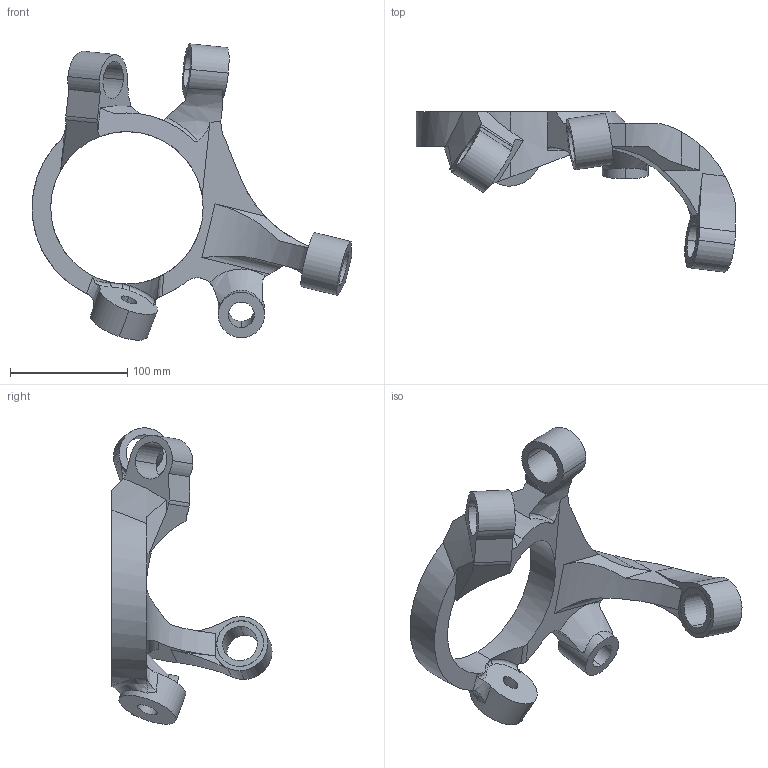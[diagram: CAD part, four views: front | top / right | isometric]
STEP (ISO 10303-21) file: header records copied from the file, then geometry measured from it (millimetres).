
FILE_DESCRIPTION (( 'STEP AP203' ), '1' );
FILE_NAME ('FUSEE PROTO D.STEP', '2023-12-11T16:57:47', ( '' ), ( '' ), 'SwSTEP 2.0', 'SolidWorks 2020', '' );
FILE_SCHEMA (( 'CONFIG_CONTROL_DESIGN' ));
Length unit declared in the file: millimetre
Products named in the file (1): FUSEE PROTO D
Bounding box: 272.66 x 136.48 x 252.65 mm (x, y, z)
Volume: 671280.7 mm3; surface area: 111834.4 mm2
Topology: 1 solids, 1 shells, 112 faces, 325 edges, 215 vertices
Faces by surface type: cylinder 49, plane 34, bspline 21, cone 5, torus 3
Entity records: 5625 total; most frequent: CARTESIAN_POINT 2829, ORIENTED_EDGE 650, DIRECTION 484, EDGE_CURVE 325, VERTEX_POINT 215, AXIS2_PLACEMENT_3D 197, EDGE_LOOP 124, FACE_OUTER_BOUND 112
